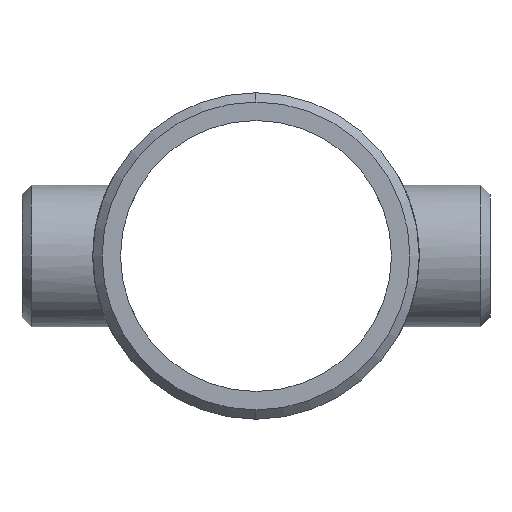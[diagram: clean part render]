
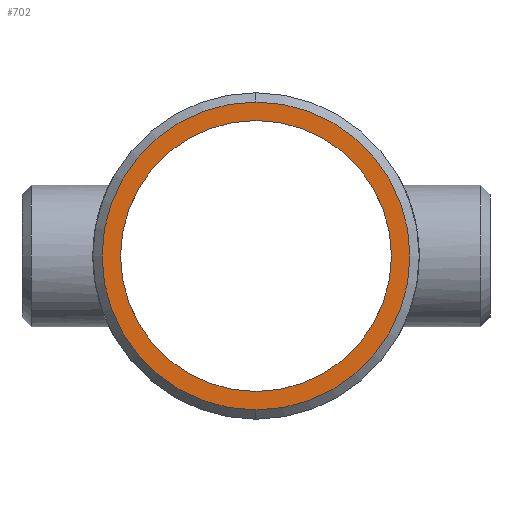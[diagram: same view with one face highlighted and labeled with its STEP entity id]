
A CAD part, left-side view. The second image highlights one B-rep face of the part: STEP entity #702.
In plain terms, the highlighted planar face has unit normal (-1, 0, 0).
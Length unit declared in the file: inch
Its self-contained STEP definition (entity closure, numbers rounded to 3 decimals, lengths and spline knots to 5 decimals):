
#1 = EDGE_LOOP ( 'NONE', ( #1074, #1095 ) ) ;
#7 = DIRECTION ( 'NONE',  ( -1., 0., 0. ) ) ;
#40 = EDGE_LOOP ( 'NONE', ( #1019, #546 ) ) ;
#48 = CARTESIAN_POINT ( 'NONE',  ( -5.62, 0., -2.7505 ) ) ;
#83 = CIRCLE ( 'NONE', #1066, 3.12517 ) ;
#91 = FACE_OUTER_BOUND ( 'NONE', #1, .T. ) ;
#191 = DIRECTION ( 'NONE',  ( 0., 0., -1. ) ) ;
#198 = EDGE_CURVE ( 'NONE', #502, #1107, #509, .T. ) ;
#277 = DIRECTION ( 'NONE',  ( -1., 0., 0. ) ) ;
#289 = DIRECTION ( 'NONE',  ( -1., 0., 0. ) ) ;
#295 = EDGE_CURVE ( 'NONE', #1001, #467, #1007, .T. ) ;
#312 = DIRECTION ( 'NONE',  ( 0., 0., 1. ) ) ;
#314 = CIRCLE ( 'NONE', #857, 2.7505 ) ;
#357 = CARTESIAN_POINT ( 'NONE',  ( -5.62, 0., 0. ) ) ;
#378 = CARTESIAN_POINT ( 'NONE',  ( -5.62, 0., 0. ) ) ;
#395 = DIRECTION ( 'NONE',  ( 0., 0., 1. ) ) ;
#403 = FACE_BOUND ( 'NONE', #40, .T. ) ;
#459 = DIRECTION ( 'NONE',  ( 1., 0., 0. ) ) ;
#467 = VERTEX_POINT ( 'NONE', #601 ) ;
#473 = CARTESIAN_POINT ( 'NONE',  ( -5.62, 0., 0. ) ) ;
#482 = EDGE_CURVE ( 'NONE', #467, #1001, #314, .T. ) ;
#502 = VERTEX_POINT ( 'NONE', #679 ) ;
#509 = CIRCLE ( 'NONE', #757, 3.12517 ) ;
#546 = ORIENTED_EDGE ( 'NONE', *, *, #295, .T. ) ;
#593 = CARTESIAN_POINT ( 'NONE',  ( -5.62, 0., 0. ) ) ;
#601 = CARTESIAN_POINT ( 'NONE',  ( -5.62, 0., 2.7505 ) ) ;
#637 = DIRECTION ( 'NONE',  ( 0., 0., 1. ) ) ;
#671 = DIRECTION ( 'NONE',  ( 1., 0., 0. ) ) ;
#679 = CARTESIAN_POINT ( 'NONE',  ( -5.62, 0., 3.12517 ) ) ;
#702 = ADVANCED_FACE ( 'NONE', ( #91, #403 ), #965, .T. ) ;
#757 = AXIS2_PLACEMENT_3D ( 'NONE', #1163, #7, #395 ) ;
#840 = AXIS2_PLACEMENT_3D ( 'NONE', #357, #459, #637 ) ;
#847 = DIRECTION ( 'NONE',  ( 0., 0., 1. ) ) ;
#857 = AXIS2_PLACEMENT_3D ( 'NONE', #593, #671, #312 ) ;
#965 = PLANE ( 'NONE',  #1156 ) ;
#1001 = VERTEX_POINT ( 'NONE', #48 ) ;
#1007 = CIRCLE ( 'NONE', #840, 2.7505 ) ;
#1019 = ORIENTED_EDGE ( 'NONE', *, *, #482, .T. ) ;
#1060 = EDGE_CURVE ( 'NONE', #1107, #502, #83, .T. ) ;
#1066 = AXIS2_PLACEMENT_3D ( 'NONE', #473, #277, #847 ) ;
#1074 = ORIENTED_EDGE ( 'NONE', *, *, #1060, .T. ) ;
#1095 = ORIENTED_EDGE ( 'NONE', *, *, #198, .T. ) ;
#1107 = VERTEX_POINT ( 'NONE', #1124 ) ;
#1124 = CARTESIAN_POINT ( 'NONE',  ( -5.62, 0., -3.12517 ) ) ;
#1156 = AXIS2_PLACEMENT_3D ( 'NONE', #378, #289, #191 ) ;
#1163 = CARTESIAN_POINT ( 'NONE',  ( -5.62, 0., 0. ) ) ;
